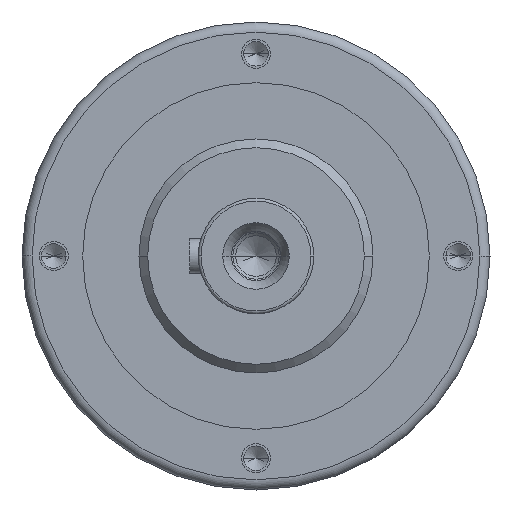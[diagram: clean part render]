
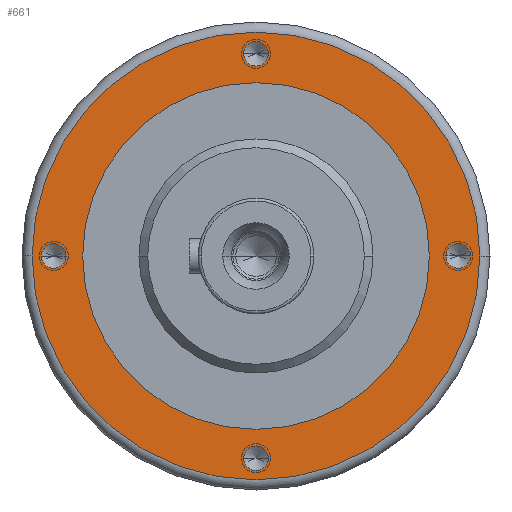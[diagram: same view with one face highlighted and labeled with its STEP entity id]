
A CAD part, left-side view. The second image highlights one B-rep face of the part: STEP entity #661.
In plain terms, the highlighted planar face has unit normal (-1, 0, 0).
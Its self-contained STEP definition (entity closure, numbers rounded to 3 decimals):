
#1=CARTESIAN_POINT('',(0.,0.,-70.));
#2=DIRECTION('',(-1.,0.,0.));
#3=DIRECTION('',(0.,1.,0.));
#4=AXIS2_PLACEMENT_3D('',#1,#2,#3);
#6=CARTESIAN_POINT('',(0.,0.,-70.));
#7=DIRECTION('',(-1.,0.,0.));
#8=DIRECTION('',(0.,-1.,0.));
#9=AXIS2_PLACEMENT_3D('',#6,#7,#8);
#11=CARTESIAN_POINT('',(0.,-70.,0.));
#12=DIRECTION('',(-1.,0.,0.));
#13=DIRECTION('',(0.,1.,0.));
#14=AXIS2_PLACEMENT_3D('',#11,#12,#13);
#16=CARTESIAN_POINT('',(0.,-70.,0.));
#17=DIRECTION('',(-1.,0.,0.));
#18=DIRECTION('',(0.,-1.,0.));
#19=AXIS2_PLACEMENT_3D('',#16,#17,#18);
#21=CARTESIAN_POINT('',(0.,0.,70.));
#22=DIRECTION('',(-1.,0.,0.));
#23=DIRECTION('',(0.,1.,0.));
#24=AXIS2_PLACEMENT_3D('',#21,#22,#23);
#26=CARTESIAN_POINT('',(0.,0.,70.));
#27=DIRECTION('',(-1.,0.,0.));
#28=DIRECTION('',(0.,-1.,0.));
#29=AXIS2_PLACEMENT_3D('',#26,#27,#28);
#31=CARTESIAN_POINT('',(0.,0.,0.));
#32=DIRECTION('',(-1.,0.,0.));
#33=DIRECTION('',(0.,1.,0.));
#34=AXIS2_PLACEMENT_3D('',#31,#32,#33);
#36=CARTESIAN_POINT('',(0.,0.,0.));
#37=DIRECTION('',(-1.,0.,0.));
#38=DIRECTION('',(0.,-1.,0.));
#39=AXIS2_PLACEMENT_3D('',#36,#37,#38);
#41=CARTESIAN_POINT('',(0.,70.,0.));
#42=DIRECTION('',(-1.,0.,0.));
#43=DIRECTION('',(0.,1.,0.));
#44=AXIS2_PLACEMENT_3D('',#41,#42,#43);
#46=CARTESIAN_POINT('',(0.,70.,0.));
#47=DIRECTION('',(-1.,0.,0.));
#48=DIRECTION('',(0.,-1.,0.));
#49=AXIS2_PLACEMENT_3D('',#46,#47,#48);
#129=CARTESIAN_POINT('',(0.,0.,0.));
#130=DIRECTION('',(1.,0.,0.));
#131=DIRECTION('',(0.,1.,0.));
#132=AXIS2_PLACEMENT_3D('',#129,#130,#131);
#142=CARTESIAN_POINT('',(0.,0.,0.));
#143=DIRECTION('',(-1.,0.,0.));
#144=DIRECTION('',(0.,1.,0.));
#145=AXIS2_PLACEMENT_3D('',#142,#143,#144);
#497=CARTESIAN_POINT('',(0.,60.,0.));
#499=VERTEX_POINT('',#497);
#505=CARTESIAN_POINT('',(0.,-60.,0.));
#507=VERTEX_POINT('',#505);
#521=CARTESIAN_POINT('',(0.,77.5,0.));
#522=CARTESIAN_POINT('',(0.,-77.5,0.));
#523=VERTEX_POINT('',#521);
#524=VERTEX_POINT('',#522);
#547=CARTESIAN_POINT('',(0.,74.25,0.));
#548=CARTESIAN_POINT('',(0.,65.75,0.));
#549=VERTEX_POINT('',#547);
#550=VERTEX_POINT('',#548);
#557=CARTESIAN_POINT('',(0.,4.25,70.));
#558=CARTESIAN_POINT('',(0.,-4.25,70.));
#559=VERTEX_POINT('',#557);
#560=VERTEX_POINT('',#558);
#567=CARTESIAN_POINT('',(0.,-65.75,0.));
#568=CARTESIAN_POINT('',(0.,-74.25,0.));
#569=VERTEX_POINT('',#567);
#570=VERTEX_POINT('',#568);
#577=CARTESIAN_POINT('',(0.,4.25,-70.));
#578=CARTESIAN_POINT('',(0.,-4.25,-70.));
#579=VERTEX_POINT('',#577);
#580=VERTEX_POINT('',#578);
#620=CARTESIAN_POINT('',(0.,0.,0.));
#621=DIRECTION('',(1.,0.,0.));
#622=DIRECTION('',(0.,-1.,0.));
#623=AXIS2_PLACEMENT_3D('',#620,#621,#622);
#624=PLANE('',#623);
#626=ORIENTED_EDGE('',*,*,#625,.F.);
#628=ORIENTED_EDGE('',*,*,#627,.F.);
#629=EDGE_LOOP('',(#626,#628));
#630=FACE_OUTER_BOUND('',#629,.F.);
#632=ORIENTED_EDGE('',*,*,#631,.T.);
#634=ORIENTED_EDGE('',*,*,#633,.T.);
#635=EDGE_LOOP('',(#632,#634));
#636=FACE_BOUND('',#635,.F.);
#638=ORIENTED_EDGE('',*,*,#637,.T.);
#640=ORIENTED_EDGE('',*,*,#639,.T.);
#641=EDGE_LOOP('',(#638,#640));
#642=FACE_BOUND('',#641,.F.);
#644=ORIENTED_EDGE('',*,*,#643,.T.);
#646=ORIENTED_EDGE('',*,*,#645,.T.);
#647=EDGE_LOOP('',(#644,#646));
#648=FACE_BOUND('',#647,.F.);
#650=ORIENTED_EDGE('',*,*,#649,.F.);
#652=ORIENTED_EDGE('',*,*,#651,.T.);
#653=EDGE_LOOP('',(#650,#652));
#654=FACE_BOUND('',#653,.F.);
#656=ORIENTED_EDGE('',*,*,#655,.T.);
#658=ORIENTED_EDGE('',*,*,#657,.T.);
#659=EDGE_LOOP('',(#656,#658));
#660=FACE_BOUND('',#659,.F.);
#661=ADVANCED_FACE('',(#630,#636,#642,#648,#654,#660),#624,.F.);
#5=CIRCLE('',#4,4.25);
#10=CIRCLE('',#9,4.25);
#15=CIRCLE('',#14,4.25);
#20=CIRCLE('',#19,4.25);
#25=CIRCLE('',#24,4.25);
#30=CIRCLE('',#29,4.25);
#35=CIRCLE('',#34,77.5);
#40=CIRCLE('',#39,77.5);
#45=CIRCLE('',#44,4.25);
#50=CIRCLE('',#49,4.25);
#133=CIRCLE('',#132,60.);
#146=CIRCLE('',#145,60.);
#625=EDGE_CURVE('',#523,#524,#35,.T.);
#627=EDGE_CURVE('',#524,#523,#40,.T.);
#631=EDGE_CURVE('',#579,#580,#5,.T.);
#633=EDGE_CURVE('',#580,#579,#10,.T.);
#637=EDGE_CURVE('',#569,#570,#15,.T.);
#639=EDGE_CURVE('',#570,#569,#20,.T.);
#643=EDGE_CURVE('',#559,#560,#25,.T.);
#645=EDGE_CURVE('',#560,#559,#30,.T.);
#649=EDGE_CURVE('',#499,#507,#133,.T.);
#651=EDGE_CURVE('',#499,#507,#146,.T.);
#655=EDGE_CURVE('',#549,#550,#45,.T.);
#657=EDGE_CURVE('',#550,#549,#50,.T.);
